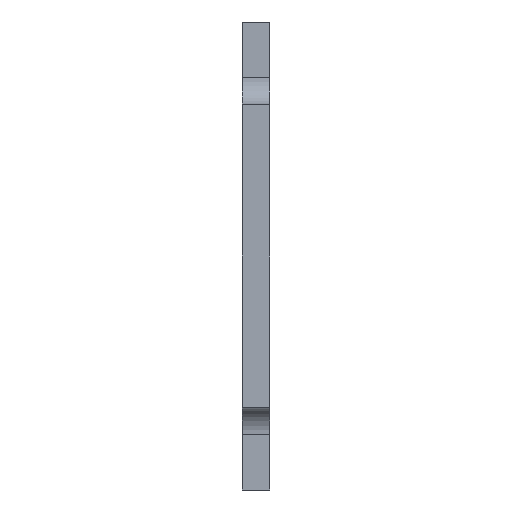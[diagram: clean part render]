
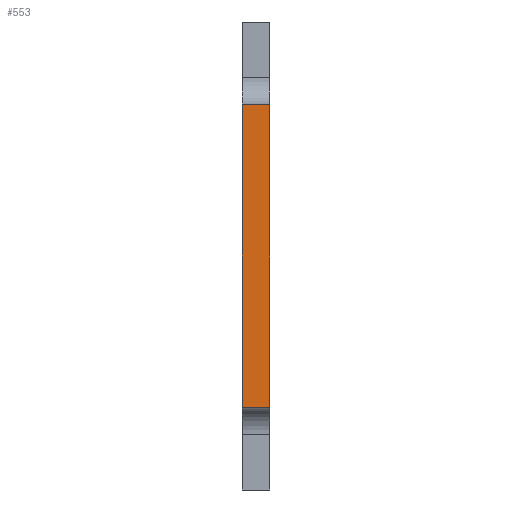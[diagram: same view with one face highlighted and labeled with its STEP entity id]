
A CAD part, left-side view. The second image highlights one B-rep face of the part: STEP entity #553.
In plain terms, the highlighted planar face has unit normal (-1, 0, 0).
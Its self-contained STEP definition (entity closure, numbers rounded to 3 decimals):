
#1 = VERTEX_POINT ( 'NONE', #844 ) ;
#2 = DIRECTION ( 'NONE',  ( 0., 1., 0. ) ) ;
#99 = DIRECTION ( 'NONE',  ( 0., 0., 1. ) ) ;
#132 = AXIS2_PLACEMENT_3D ( 'NONE', #135, #1041, #1151 ) ;
#134 = ORIENTED_EDGE ( 'NONE', *, *, #254, .T. ) ;
#135 = CARTESIAN_POINT ( 'NONE',  ( -207.5, -187.883, 85. ) ) ;
#181 = LINE ( 'NONE', #729, #1048 ) ;
#201 = CARTESIAN_POINT ( 'NONE',  ( -207.5, 10., 85. ) ) ;
#211 = ORIENTED_EDGE ( 'NONE', *, *, #285, .F. ) ;
#252 = LINE ( 'NONE', #608, #996 ) ;
#254 = EDGE_CURVE ( 'NONE', #820, #1, #181, .T. ) ;
#264 = DIRECTION ( 'NONE',  ( 0., 1., 0. ) ) ;
#285 = EDGE_CURVE ( 'NONE', #1095, #669, #722, .T. ) ;
#332 = EDGE_CURVE ( 'NONE', #669, #1, #1117, .T. ) ;
#423 = CARTESIAN_POINT ( 'NONE',  ( -207.5, 10., -55. ) ) ;
#517 = ORIENTED_EDGE ( 'NONE', *, *, #332, .F. ) ;
#518 = DIRECTION ( 'NONE',  ( 0., 0., 1. ) ) ;
#523 = ORIENTED_EDGE ( 'NONE', *, *, #723, .T. ) ;
#553 = ADVANCED_FACE ( 'NONE', ( #773 ), #1135, .T. ) ;
#561 = EDGE_LOOP ( 'NONE', ( #211, #523, #134, #517 ) ) ;
#564 = VECTOR ( 'NONE', #2, 1000. ) ;
#608 = CARTESIAN_POINT ( 'NONE',  ( -207.5, 0., 85. ) ) ;
#616 = CARTESIAN_POINT ( 'NONE',  ( -207.5, 0., -55. ) ) ;
#669 = VERTEX_POINT ( 'NONE', #423 ) ;
#713 = CARTESIAN_POINT ( 'NONE',  ( -207.5, 0., 55. ) ) ;
#722 = LINE ( 'NONE', #816, #564 ) ;
#723 = EDGE_CURVE ( 'NONE', #1095, #820, #252, .T. ) ;
#729 = CARTESIAN_POINT ( 'NONE',  ( -207.5, 0., 55. ) ) ;
#773 = FACE_OUTER_BOUND ( 'NONE', #561, .T. ) ;
#782 = VECTOR ( 'NONE', #99, 1000. ) ;
#816 = CARTESIAN_POINT ( 'NONE',  ( -207.5, 0., -55. ) ) ;
#820 = VERTEX_POINT ( 'NONE', #713 ) ;
#844 = CARTESIAN_POINT ( 'NONE',  ( -207.5, 10., 55. ) ) ;
#996 = VECTOR ( 'NONE', #518, 1000. ) ;
#1041 = DIRECTION ( 'NONE',  ( -1., 0., 0. ) ) ;
#1048 = VECTOR ( 'NONE', #264, 1000. ) ;
#1095 = VERTEX_POINT ( 'NONE', #616 ) ;
#1117 = LINE ( 'NONE', #201, #782 ) ;
#1135 = PLANE ( 'NONE',  #132 ) ;
#1151 = DIRECTION ( 'NONE',  ( 0., 0., 1. ) ) ;
